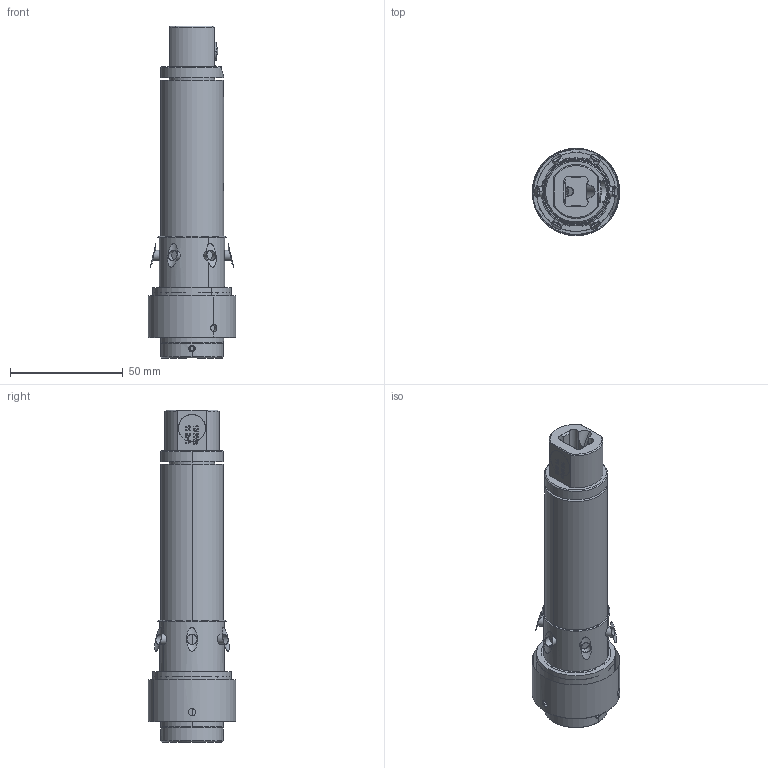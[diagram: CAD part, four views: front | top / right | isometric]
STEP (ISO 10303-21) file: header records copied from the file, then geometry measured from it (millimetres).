
FILE_DESCRIPTION((''),'2;1');
FILE_NAME('8059093028','2012-03-19T',('tooextcsr'),(''),'PRO/ENGINEER BY PARAMETRIC TECHNOLOGY CORPORATION, 2011330','PRO/ENGINEER BY PARAMETRIC TECHNOLOGY CORPORATION, 2011330','');
FILE_SCHEMA(('CONFIG_CONTROL_DESIGN', 'GEOMETRIC_VALIDATION_PROPERTIES_MIM'));
Products named in the file (1): 8059093028
Bounding box: 39 x 39 x 147.5 mm (x, y, z)
Surface area: 24537.8 mm2 (no closed solid volume)
Topology: 0 solids, 40 shells, 222 faces, 959 edges, 749 vertices
Faces by surface type: plane 87, cylinder 85, cone 22, bspline 10, torus 8, sphere 4, extrusion 4, revolution 2
Entity records: 82879 total; most frequent: CARTESIAN_POINT 71752, ORIENTED_EDGE 1368, DIRECTION 1183, PRESENTATION_STYLE_ASSIGNMENT 1113, STYLED_ITEM 1000, CURVE_STYLE 965, EDGE_CURVE 955, VERTEX_POINT 759
